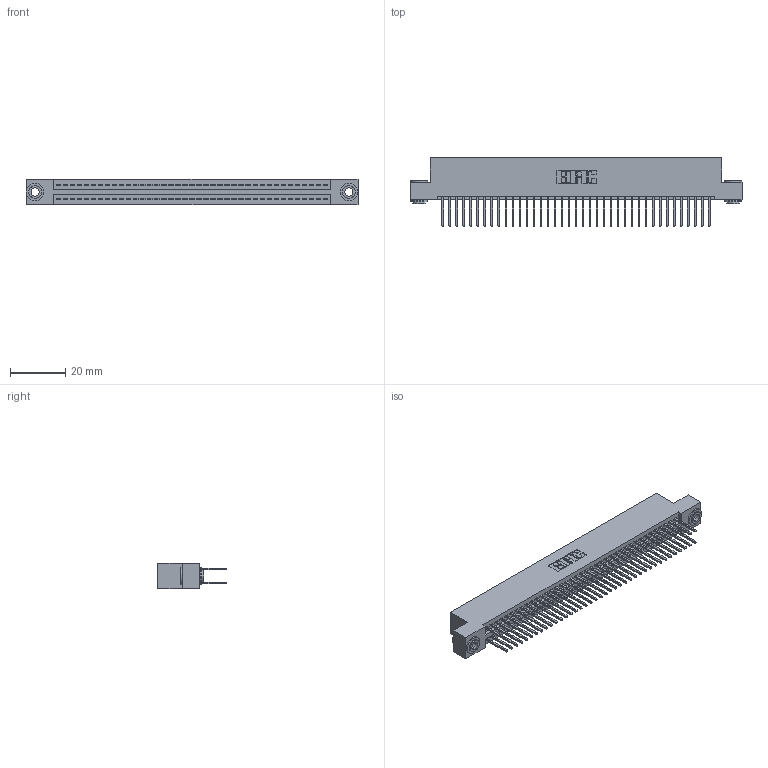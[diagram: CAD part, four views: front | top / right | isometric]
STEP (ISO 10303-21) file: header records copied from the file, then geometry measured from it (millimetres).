
FILE_DESCRIPTION (( 'STEP AP203' ), '1' );
FILE_NAME ('345-078-523-203.STEP', '2019-10-31T15:03:47', ( '' ), ( '' ), 'SwSTEP 2.0', 'SolidWorks 2016', '' );
FILE_SCHEMA (( 'CONFIG_CONTROL_DESIGN' ));
Length unit declared in the file: inch
Products named in the file (4): 345-292-001_345-293-123; 345-078-523-203; 345 Part_Flush Mounting Lugs - 0.156 Dia-TH; 345-250-002_345-250-002-102
Assembly tree (81 placements, depth 2):
  345-078-523-203
    345 Part_Flush Mounting Lugs - 0.156 Dia-TH
    345-292-001_345-293-123  x78
    345-250-002_345-250-002-102  x2
Bounding box: 120.27 x 24.82 x 9.4 mm (x, y, z)
Volume: 11834.5 mm3; surface area: 18357.3 mm2
Topology: 81 solids, 81 shells, 4064 faces, 12039 edges, 7918 vertices
Faces by surface type: plane 2664, cylinder 1392, cone 8
Entity records: 31672 total; most frequent: CARTESIAN_POINT 5287, ORIENTED_EDGE 5214, DIRECTION 4697, EDGE_CURVE 2607, LINE 2295, VECTOR 2295, VERTEX_POINT 1734, AXIS2_PLACEMENT_3D 1201
